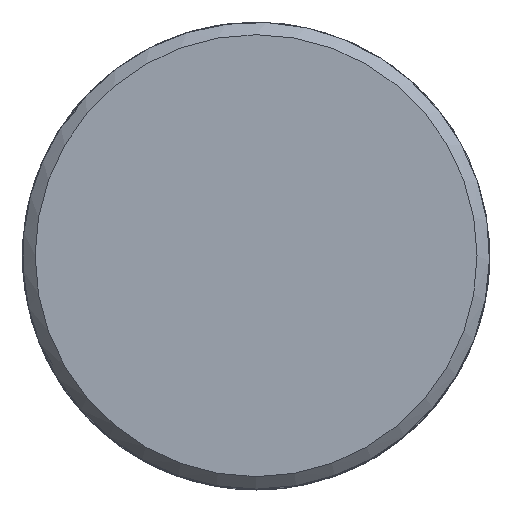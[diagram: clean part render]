
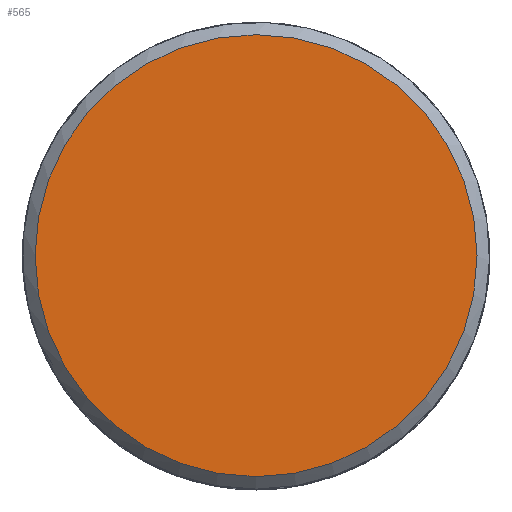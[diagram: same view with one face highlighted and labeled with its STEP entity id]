
A CAD part, top view. The second image highlights one B-rep face of the part: STEP entity #565.
In plain terms, the highlighted planar face has unit normal (0, 0, 1).
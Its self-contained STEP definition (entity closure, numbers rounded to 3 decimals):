
#27=PLANE('',#621);
#62=FACE_OUTER_BOUND('',#94,.T.);
#94=EDGE_LOOP('',(#501));
#112=CIRCLE('',#620,4.453);
#261=VERTEX_POINT('',#2121);
#345=EDGE_CURVE('',#261,#261,#112,.T.);
#501=ORIENTED_EDGE('',*,*,#345,.F.);
#565=ADVANCED_FACE('',(#62),#27,.T.);
#620=AXIS2_PLACEMENT_3D('',#2123,#727,#728);
#621=AXIS2_PLACEMENT_3D('',#2124,#729,#730);
#727=DIRECTION('center_axis',(0.,0.,-1.));
#728=DIRECTION('ref_axis',(0.,1.,0.));
#729=DIRECTION('center_axis',(0.,0.,1.));
#730=DIRECTION('ref_axis',(0.,1.,0.));
#2121=CARTESIAN_POINT('',(-9.418,-4.453,10.));
#2123=CARTESIAN_POINT('Origin',(-9.418,0.,10.));
#2124=CARTESIAN_POINT('Origin',(-9.418,0.,10.));
